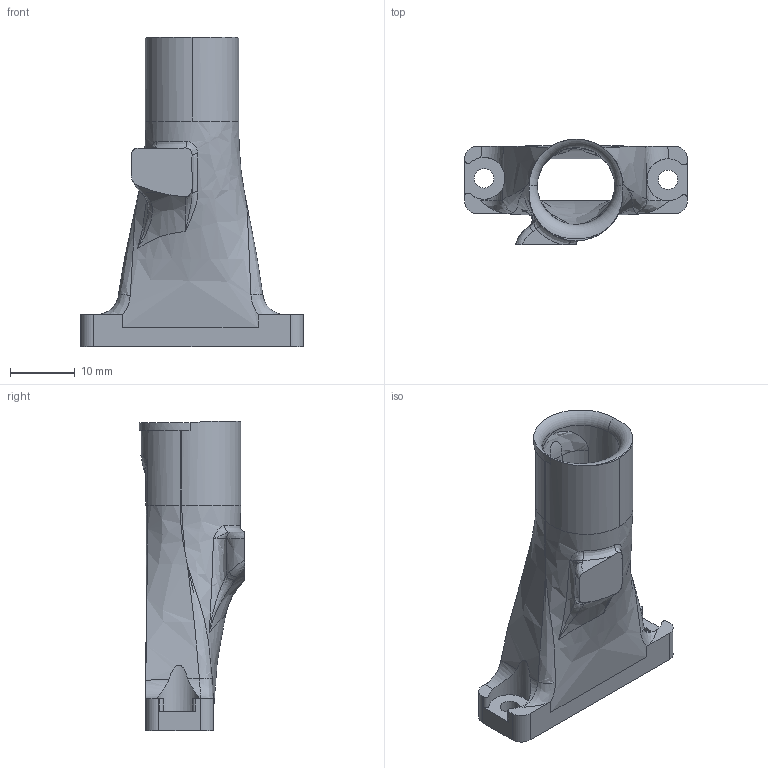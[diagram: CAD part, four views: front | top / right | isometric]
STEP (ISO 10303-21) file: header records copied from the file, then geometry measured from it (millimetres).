
FILE_DESCRIPTION (( 'STEP AP214' ), '1' );
FILE_NAME ('SB Knomi CPAP Adaptor.STEP', '2024-05-29T01:52:47', ( 'Windows User' ), ( 'P R C' ), 'SwSTEP 2.0', 'SolidWorks 2022', '' );
FILE_SCHEMA (( 'AUTOMOTIVE_DESIGN' ));
Length unit declared in the file: millimetre
Products named in the file (1): SB Knomi CPAP Adaptor
Bounding box: 34.5 x 16.35 x 48 mm (x, y, z)
Volume: 4449.3 mm3; surface area: 5246.2 mm2
Topology: 1 solids, 1 shells, 96 faces, 268 edges, 167 vertices
Faces by surface type: bspline 44, cylinder 28, plane 22, torus 2
Entity records: 7200 total; most frequent: CARTESIAN_POINT 5102, ORIENTED_EDGE 522, DIRECTION 302, EDGE_CURVE 261, VERTEX_POINT 167, B_SPLINE_CURVE_WITH_KNOTS 128, AXIS2_PLACEMENT_3D 117, EDGE_LOOP 102
